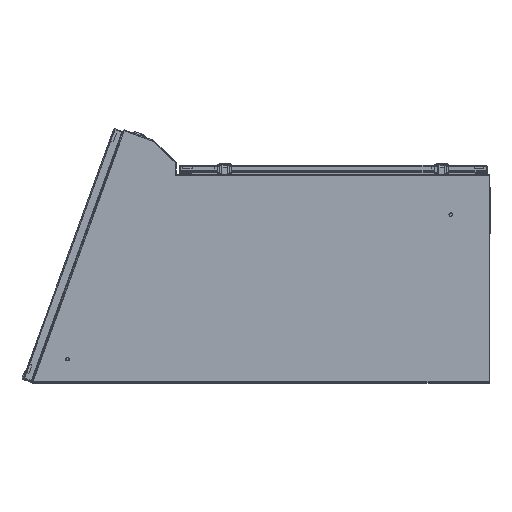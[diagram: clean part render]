
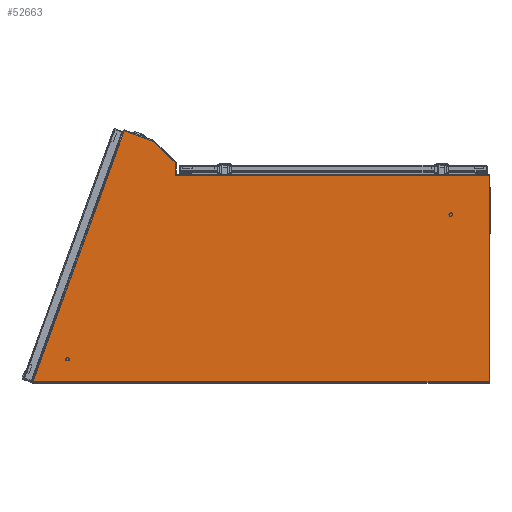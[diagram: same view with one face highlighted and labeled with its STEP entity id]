
A CAD part, left-side view. The second image highlights one B-rep face of the part: STEP entity #52663.
In plain terms, the highlighted planar face has unit normal (-1, 0, 0).
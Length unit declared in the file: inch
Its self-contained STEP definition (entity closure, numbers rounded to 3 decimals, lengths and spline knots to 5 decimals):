
#71 = VECTOR ( 'NONE', #29040, 39.37008 ) ;
#2112 = ORIENTED_EDGE ( 'NONE', *, *, #2847, .T. ) ;
#2454 = EDGE_CURVE ( 'NONE', #38423, #15206, #57154, .T. ) ;
#2728 = DIRECTION ( 'NONE',  ( 0., 1., 0. ) ) ;
#2847 = EDGE_CURVE ( 'NONE', #59520, #13757, #25935, .T. ) ;
#3307 = CARTESIAN_POINT ( 'NONE',  ( -18., -27.87121, -20.06814 ) ) ;
#3523 = ORIENTED_EDGE ( 'NONE', *, *, #2454, .F. ) ;
#4053 = CARTESIAN_POINT ( 'NONE',  ( -18., -30.6268, -19.84851 ) ) ;
#5135 = VERTEX_POINT ( 'NONE', #60192 ) ;
#5348 = CARTESIAN_POINT ( 'NONE',  ( -18., -30.61654, -19.8767 ) ) ;
#5408 = CARTESIAN_POINT ( 'NONE',  ( -18., -1.116, -17.228 ) ) ;
#5772 = LINE ( 'NONE', #32827, #20195 ) ;
#6408 = VECTOR ( 'NONE', #2728, 39.37008 ) ;
#6482 = CARTESIAN_POINT ( 'NONE',  ( -18., -30.65046, -19.88905 ) ) ;
#6690 = DIRECTION ( 'NONE',  ( 0., 0.342, -0.94 ) ) ;
#7214 = CARTESIAN_POINT ( 'NONE',  ( -18., -37.81176, -0.108 ) ) ;
#7228 = EDGE_CURVE ( 'NONE', #38423, #46655, #52791, .T. ) ;
#9004 = CARTESIAN_POINT ( 'NONE',  ( -18., 0., -0.0625 ) ) ;
#9244 = EDGE_LOOP ( 'NONE', ( #41161, #2112, #51454, #59272, #29681, #21814, #3523, #23673, #38119, #28468, #28312, #53400, #32296, #12062, #60634, #48068 ) ) ;
#10100 = FACE_OUTER_BOUND ( 'NONE', #9244, .T. ) ;
#11250 = VERTEX_POINT ( 'NONE', #39459 ) ;
#12062 = ORIENTED_EDGE ( 'NONE', *, *, #19967, .F. ) ;
#12135 = AXIS2_PLACEMENT_3D ( 'NONE', #27094, #60699, #55619 ) ;
#12337 = EDGE_CURVE ( 'NONE', #15312, #5135, #40670, .T. ) ;
#12497 = CARTESIAN_POINT ( 'NONE',  ( -18., -24.734, -17.192 ) ) ;
#12517 = EDGE_CURVE ( 'NONE', #15206, #15860, #37753, .T. ) ;
#13185 = DIRECTION ( 'NONE',  ( 0., 0., -1. ) ) ;
#13229 = CARTESIAN_POINT ( 'NONE',  ( -18., -26.033, -17.228 ) ) ;
#13757 = VERTEX_POINT ( 'NONE', #3307 ) ;
#14636 = CARTESIAN_POINT ( 'NONE',  ( -18., -13.24405, -5.94286 ) ) ;
#14678 = EDGE_CURVE ( 'NONE', #22655, #54779, #47432, .T. ) ;
#15206 = VERTEX_POINT ( 'NONE', #4053 ) ;
#15312 = VERTEX_POINT ( 'NONE', #43389 ) ;
#15460 = LINE ( 'NONE', #17660, #50533 ) ;
#15860 = VERTEX_POINT ( 'NONE', #16503 ) ;
#16079 = DIRECTION ( 'NONE',  ( 0., -0.94, -0.342 ) ) ;
#16503 = CARTESIAN_POINT ( 'NONE',  ( -18., -30.61654, -19.8767 ) ) ;
#17453 = CARTESIAN_POINT ( 'NONE',  ( -18., -26.033, 0. ) ) ;
#17454 = LINE ( 'NONE', #35458, #58482 ) ;
#17660 = CARTESIAN_POINT ( 'NONE',  ( -18., -1.116, -17.228 ) ) ;
#17705 = VECTOR ( 'NONE', #16079, 39.37008 ) ;
#18719 = EDGE_CURVE ( 'NONE', #46655, #22655, #27133, .T. ) ;
#19331 = EDGE_CURVE ( 'NONE', #13757, #22605, #28538, .T. ) ;
#19967 = EDGE_CURVE ( 'NONE', #44272, #5135, #5772, .T. ) ;
#20195 = VECTOR ( 'NONE', #61939, 39.37008 ) ;
#20614 = DIRECTION ( 'NONE',  ( 0., -1., 0. ) ) ;
#20905 = DIRECTION ( 'NONE',  ( 0., -1., 0. ) ) ;
#21251 = CARTESIAN_POINT ( 'NONE',  ( -18., -18.983, -17.228 ) ) ;
#21744 = CARTESIAN_POINT ( 'NONE',  ( -18., -30.61654, -19.8767 ) ) ;
#21814 = ORIENTED_EDGE ( 'NONE', *, *, #12517, .F. ) ;
#22050 = CARTESIAN_POINT ( 'NONE',  ( -18., -24.734, -17.228 ) ) ;
#22605 = VERTEX_POINT ( 'NONE', #60150 ) ;
#22655 = VERTEX_POINT ( 'NONE', #40824 ) ;
#23673 = ORIENTED_EDGE ( 'NONE', *, *, #7228, .T. ) ;
#23783 = CARTESIAN_POINT ( 'NONE',  ( -18., -26.033, -18.293 ) ) ;
#25420 = CARTESIAN_POINT ( 'NONE',  ( -18., -30.65037, -19.88902 ) ) ;
#25935 = LINE ( 'NONE', #14636, #71 ) ;
#27094 = CARTESIAN_POINT ( 'NONE',  ( -18., -18.983, 0. ) ) ;
#27133 = LINE ( 'NONE', #9004, #52289 ) ;
#27379 = DIRECTION ( 'NONE',  ( 0., -0.94, -0.342 ) ) ;
#27411 = CARTESIAN_POINT ( 'NONE',  ( -18., -30.65046, -19.88905 ) ) ;
#28312 = ORIENTED_EDGE ( 'NONE', *, *, #52273, .F. ) ;
#28337 = VERTEX_POINT ( 'NONE', #62379 ) ;
#28468 = ORIENTED_EDGE ( 'NONE', *, *, #14678, .T. ) ;
#28538 = LINE ( 'NONE', #32281, #48364 ) ;
#29040 = DIRECTION ( 'NONE',  ( 0., -0.719, -0.695 ) ) ;
#29096 = VECTOR ( 'NONE', #20614, 39.37008 ) ;
#29681 = ORIENTED_EDGE ( 'NONE', *, *, #52577, .F. ) ;
#32281 = CARTESIAN_POINT ( 'NONE',  ( -18., -13.57295, -14.864 ) ) ;
#32296 = ORIENTED_EDGE ( 'NONE', *, *, #12337, .T. ) ;
#32827 = CARTESIAN_POINT ( 'NONE',  ( -18., -1.116, -17.192 ) ) ;
#34366 = LINE ( 'NONE', #22050, #51958 ) ;
#34746 = EDGE_CURVE ( 'NONE', #61449, #59520, #48736, .T. ) ;
#35458 = CARTESIAN_POINT ( 'NONE',  ( -18., -1.116, -17.192 ) ) ;
#36728 = LINE ( 'NONE', #25420, #17705 ) ;
#36838 = EDGE_CURVE ( 'NONE', #11250, #61449, #55135, .T. ) ;
#37753 = LINE ( 'NONE', #21744, #45270 ) ;
#38119 = ORIENTED_EDGE ( 'NONE', *, *, #18719, .T. ) ;
#38423 = VERTEX_POINT ( 'NONE', #55368 ) ;
#38800 = CARTESIAN_POINT ( 'NONE',  ( -18., 0., -0.108 ) ) ;
#39459 = CARTESIAN_POINT ( 'NONE',  ( -18., -24.734, -17.228 ) ) ;
#40670 = LINE ( 'NONE', #44965, #42191 ) ;
#40824 = CARTESIAN_POINT ( 'NONE',  ( -18., 0., -17.228 ) ) ;
#40863 = VECTOR ( 'NONE', #6690, 39.37008 ) ;
#41161 = ORIENTED_EDGE ( 'NONE', *, *, #34746, .T. ) ;
#42191 = VECTOR ( 'NONE', #45609, 39.37008 ) ;
#43389 = CARTESIAN_POINT ( 'NONE',  ( -18., -1.146, -17.192 ) ) ;
#44272 = VERTEX_POINT ( 'NONE', #12497 ) ;
#44965 = CARTESIAN_POINT ( 'NONE',  ( -18., -1.146, -17.192 ) ) ;
#45270 = VECTOR ( 'NONE', #55766, 39.37008 ) ;
#45609 = DIRECTION ( 'NONE',  ( 0., -1., 0. ) ) ;
#46027 = VECTOR ( 'NONE', #20905, 39.37008 ) ;
#46312 = PLANE ( 'NONE',  #12135 ) ;
#46655 = VERTEX_POINT ( 'NONE', #38800 ) ;
#47432 = LINE ( 'NONE', #21251, #29096 ) ;
#47521 = DIRECTION ( 'NONE',  ( 0., 0., -1. ) ) ;
#48068 = ORIENTED_EDGE ( 'NONE', *, *, #36838, .T. ) ;
#48364 = VECTOR ( 'NONE', #27379, 39.37008 ) ;
#48736 = LINE ( 'NONE', #17453, #63112 ) ;
#49441 = EDGE_CURVE ( 'NONE', #15312, #28337, #17454, .T. ) ;
#49590 = DIRECTION ( 'NONE',  ( 0., 0.342, -0.94 ) ) ;
#50526 = CARTESIAN_POINT ( 'NONE',  ( -18., -18.983, -17.228 ) ) ;
#50533 = VECTOR ( 'NONE', #13185, 39.37008 ) ;
#51454 = ORIENTED_EDGE ( 'NONE', *, *, #19331, .T. ) ;
#51734 = DIRECTION ( 'NONE',  ( 0., 0., -1. ) ) ;
#51958 = VECTOR ( 'NONE', #56066, 39.37008 ) ;
#52221 = VERTEX_POINT ( 'NONE', #27411 ) ;
#52273 = EDGE_CURVE ( 'NONE', #28337, #54779, #15460, .T. ) ;
#52289 = VECTOR ( 'NONE', #47521, 39.37008 ) ;
#52577 = EDGE_CURVE ( 'NONE', #15860, #52221, #36728, .T. ) ;
#52663 = ADVANCED_FACE ( 'NONE', ( #10100 ), #46312, .T. ) ;
#52791 = LINE ( 'NONE', #7214, #6408 ) ;
#53400 = ORIENTED_EDGE ( 'NONE', *, *, #49441, .F. ) ;
#54148 = VECTOR ( 'NONE', #49590, 39.37008 ) ;
#54411 = DIRECTION ( 'NONE',  ( 0., 1., 0. ) ) ;
#54588 = LINE ( 'NONE', #6482, #40863 ) ;
#54779 = VERTEX_POINT ( 'NONE', #5408 ) ;
#54894 = EDGE_CURVE ( 'NONE', #52221, #22605, #54588, .T. ) ;
#55135 = LINE ( 'NONE', #50526, #46027 ) ;
#55368 = CARTESIAN_POINT ( 'NONE',  ( -18., -37.81176, -0.108 ) ) ;
#55619 = DIRECTION ( 'NONE',  ( 0., 0., 1. ) ) ;
#55766 = DIRECTION ( 'NONE',  ( 0., 0.342, -0.94 ) ) ;
#56066 = DIRECTION ( 'NONE',  ( 0., 0., -1. ) ) ;
#57154 = LINE ( 'NONE', #5348, #54148 ) ;
#57928 = EDGE_CURVE ( 'NONE', #44272, #11250, #34366, .T. ) ;
#58482 = VECTOR ( 'NONE', #54411, 39.37008 ) ;
#59272 = ORIENTED_EDGE ( 'NONE', *, *, #54894, .F. ) ;
#59520 = VERTEX_POINT ( 'NONE', #23783 ) ;
#60150 = CARTESIAN_POINT ( 'NONE',  ( -18., -30.26779, -20.94042 ) ) ;
#60192 = CARTESIAN_POINT ( 'NONE',  ( -18., -24.704, -17.192 ) ) ;
#60634 = ORIENTED_EDGE ( 'NONE', *, *, #57928, .T. ) ;
#60699 = DIRECTION ( 'NONE',  ( -1., 0., 0. ) ) ;
#61449 = VERTEX_POINT ( 'NONE', #13229 ) ;
#61939 = DIRECTION ( 'NONE',  ( 0., 1., 0. ) ) ;
#62379 = CARTESIAN_POINT ( 'NONE',  ( -18., -1.116, -17.192 ) ) ;
#63112 = VECTOR ( 'NONE', #51734, 39.37008 ) ;
